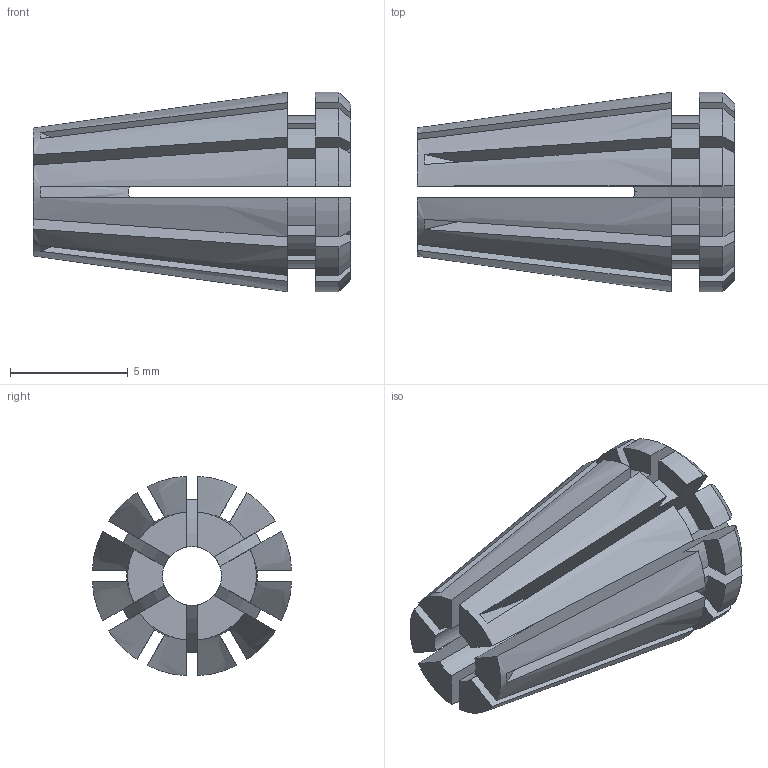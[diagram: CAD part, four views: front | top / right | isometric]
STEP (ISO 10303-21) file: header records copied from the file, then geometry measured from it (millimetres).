
FILE_DESCRIPTION (( 'STEP AP203' ), '1' );
FILE_NAME ('STP-04208-02.5.STEP', '2019-12-11T08:14:10', ( '' ), ( '' ), 'SwSTEP 2.0', 'SolidWorks 2017', '' );
FILE_SCHEMA (( 'CONFIG_CONTROL_DESIGN' ));
Length unit declared in the file: millimetre
Products named in the file (1): STP-04208-02.5
Bounding box: 13.5 x 8.49 x 8.49 mm (x, y, z)
Volume: 309.9 mm3; surface area: 1046.1 mm2
Topology: 1 solids, 1 shells, 116 faces, 348 edges, 232 vertices
Faces by surface type: plane 60, cylinder 38, cone 18
Entity records: 4201 total; most frequent: CARTESIAN_POINT 1005, ORIENTED_EDGE 696, DIRECTION 630, EDGE_CURVE 348, AXIS2_PLACEMENT_3D 233, VERTEX_POINT 232, LINE 164, VECTOR 164
